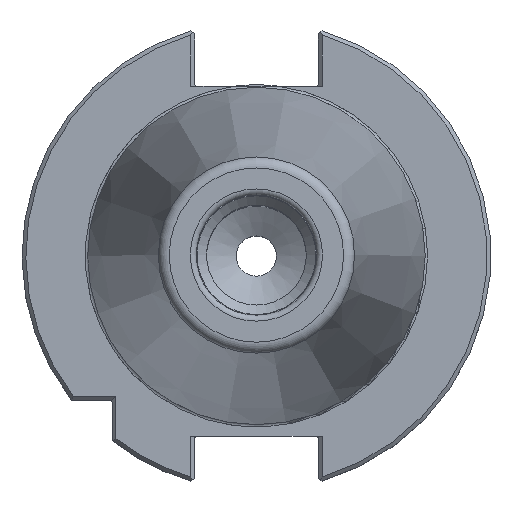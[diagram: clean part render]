
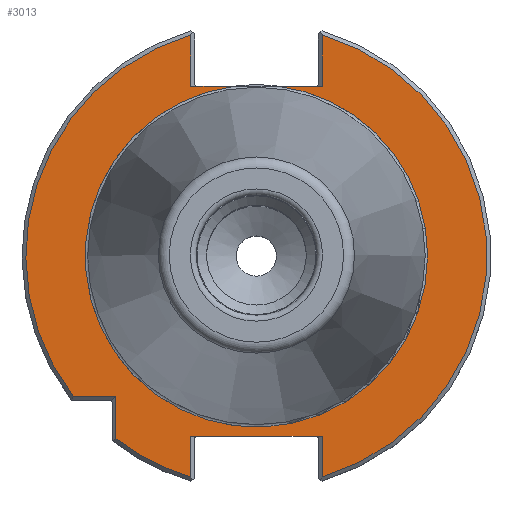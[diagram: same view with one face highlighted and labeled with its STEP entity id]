
A CAD part, top view. The second image highlights one B-rep face of the part: STEP entity #3013.
In plain terms, the highlighted planar face has unit normal (0, 0, 1).
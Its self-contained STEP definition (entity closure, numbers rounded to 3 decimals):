
#54=LINE('',#4379,#150);
#58=LINE('',#4395,#154);
#70=LINE('',#4540,#166);
#75=LINE('',#4554,#171);
#96=LINE('',#4620,#192);
#97=LINE('',#4622,#193);
#98=LINE('',#4624,#194);
#99=LINE('',#4625,#195);
#100=LINE('',#4626,#196);
#150=VECTOR('',#3618,1000.);
#154=VECTOR('',#3628,1000.);
#166=VECTOR('',#3704,1000.);
#171=VECTOR('',#3715,1000.);
#192=VECTOR('',#3774,1000.);
#193=VECTOR('',#3777,1000.);
#194=VECTOR('',#3778,1000.);
#195=VECTOR('',#3779,1000.);
#196=VECTOR('',#3780,1000.);
#382=PLANE('',#3254);
#799=ORIENTED_EDGE('',*,*,#1116,.T.);
#800=ORIENTED_EDGE('',*,*,#1192,.T.);
#801=ORIENTED_EDGE('',*,*,#1193,.F.);
#802=ORIENTED_EDGE('',*,*,#1194,.T.);
#803=ORIENTED_EDGE('',*,*,#1118,.T.);
#804=ORIENTED_EDGE('',*,*,#1162,.T.);
#805=ORIENTED_EDGE('',*,*,#1195,.F.);
#806=ORIENTED_EDGE('',*,*,#1114,.F.);
#807=ORIENTED_EDGE('',*,*,#1196,.F.);
#808=ORIENTED_EDGE('',*,*,#1155,.T.);
#809=ORIENTED_EDGE('',*,*,#1111,.T.);
#810=ORIENTED_EDGE('',*,*,#1110,.T.);
#811=ORIENTED_EDGE('',*,*,#1103,.T.);
#1103=EDGE_CURVE('',#1367,#1366,#54,.T.);
#1110=EDGE_CURVE('',#1370,#1367,#58,.T.);
#1111=EDGE_CURVE('',#1372,#1370,#1530,.T.);
#1114=EDGE_CURVE('',#1374,#1373,#1532,.T.);
#1116=EDGE_CURVE('',#1366,#1375,#1533,.T.);
#1118=EDGE_CURVE('',#1378,#1377,#1534,.T.);
#1155=EDGE_CURVE('',#1401,#1372,#70,.T.);
#1162=EDGE_CURVE('',#1377,#1406,#75,.T.);
#1192=EDGE_CURVE('',#1375,#1424,#96,.T.);
#1193=EDGE_CURVE('',#1425,#1424,#97,.T.);
#1194=EDGE_CURVE('',#1425,#1378,#98,.T.);
#1195=EDGE_CURVE('',#1373,#1406,#99,.T.);
#1196=EDGE_CURVE('',#1401,#1374,#100,.T.);
#1366=VERTEX_POINT('',#4378);
#1367=VERTEX_POINT('',#4380);
#1370=VERTEX_POINT('',#4391);
#1372=VERTEX_POINT('',#4398);
#1373=VERTEX_POINT('',#4405);
#1374=VERTEX_POINT('',#4406);
#1375=VERTEX_POINT('',#4413);
#1377=VERTEX_POINT('',#4421);
#1378=VERTEX_POINT('',#4423);
#1401=VERTEX_POINT('',#4541);
#1406=VERTEX_POINT('',#4553);
#1424=VERTEX_POINT('',#4619);
#1425=VERTEX_POINT('',#4623);
#1530=CIRCLE('',#3201,47.95);
#1532=CIRCLE('',#3204,35.591);
#1533=CIRCLE('',#3206,47.95);
#1534=CIRCLE('',#3208,47.95);
#1704=EDGE_LOOP('',(#799,#800,#801,#802,#803,#804,#805,#806,#807,#808,#809,
#810,#811));
#1898=FACE_BOUND('',#1704,.T.);
#3013=ADVANCED_FACE('',(#1898),#382,.T.);
#3201=AXIS2_PLACEMENT_3D('',#4397,#3631,#3632);
#3204=AXIS2_PLACEMENT_3D('',#4407,#3637,#3638);
#3206=AXIS2_PLACEMENT_3D('',#4414,#3641,#3642);
#3208=AXIS2_PLACEMENT_3D('',#4422,#3645,#3646);
#3254=AXIS2_PLACEMENT_3D('',#4621,#3775,#3776);
#3618=DIRECTION('',(0.,-1.,0.));
#3628=DIRECTION('',(1.,0.,0.));
#3631=DIRECTION('',(0.,0.,1.));
#3632=DIRECTION('',(1.,0.,0.));
#3637=DIRECTION('',(0.,0.,1.));
#3638=DIRECTION('',(1.,0.,0.));
#3641=DIRECTION('',(0.,0.,1.));
#3642=DIRECTION('',(1.,0.,0.));
#3645=DIRECTION('',(0.,0.,1.));
#3646=DIRECTION('',(1.,0.,0.));
#3704=DIRECTION('',(0.,1.,0.));
#3715=DIRECTION('',(0.,-1.,0.));
#3774=DIRECTION('',(0.,1.,0.));
#3775=DIRECTION('',(0.,0.,1.));
#3776=DIRECTION('',(1.,0.,0.));
#3777=DIRECTION('',(-1.,0.,0.));
#3778=DIRECTION('',(0.,-1.,0.));
#3779=DIRECTION('',(1.,0.,0.));
#3780=DIRECTION('',(1.,0.,0.));
#4378=CARTESIAN_POINT('',(-29.2,-38.034,-3.2));
#4379=CARTESIAN_POINT('',(-29.2,-38.616,-3.2));
#4380=CARTESIAN_POINT('',(-29.2,-29.2,-3.2));
#4391=CARTESIAN_POINT('',(-38.034,-29.2,-3.2));
#4395=CARTESIAN_POINT('',(-30.,-29.2,-3.2));
#4397=CARTESIAN_POINT('',(0.,0.,-3.2));
#4398=CARTESIAN_POINT('',(-13.65,45.966,-3.2));
#4405=CARTESIAN_POINT('',(4.543,35.3,-3.2));
#4406=CARTESIAN_POINT('',(-4.543,35.3,-3.2));
#4407=CARTESIAN_POINT('',(0.,0.,-3.2));
#4413=CARTESIAN_POINT('',(-13.65,-45.966,-3.2));
#4414=CARTESIAN_POINT('',(0.,0.,-3.2));
#4421=CARTESIAN_POINT('',(13.65,45.966,-3.2));
#4422=CARTESIAN_POINT('',(0.,0.,-3.2));
#4423=CARTESIAN_POINT('',(13.65,-45.966,-3.2));
#4540=CARTESIAN_POINT('',(-13.65,47.181,-3.2));
#4541=CARTESIAN_POINT('',(-13.65,35.3,-3.2));
#4553=CARTESIAN_POINT('',(13.65,35.3,-3.2));
#4554=CARTESIAN_POINT('',(13.65,35.3,-3.2));
#4619=CARTESIAN_POINT('',(-13.65,-37.5,-3.2));
#4620=CARTESIAN_POINT('',(-13.65,-37.5,-3.2));
#4621=CARTESIAN_POINT('',(35.591,0.,-3.2));
#4622=CARTESIAN_POINT('',(12.85,-37.5,-3.2));
#4623=CARTESIAN_POINT('',(13.65,-37.5,-3.2));
#4624=CARTESIAN_POINT('',(13.65,-47.181,-3.2));
#4625=CARTESIAN_POINT('',(-12.85,35.3,-3.2));
#4626=CARTESIAN_POINT('',(-12.85,35.3,-3.2));
